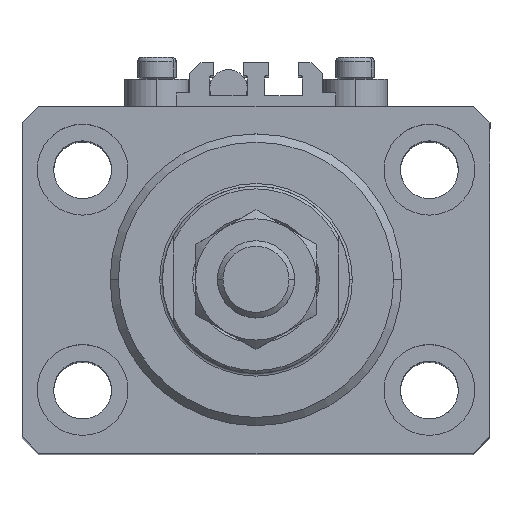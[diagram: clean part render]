
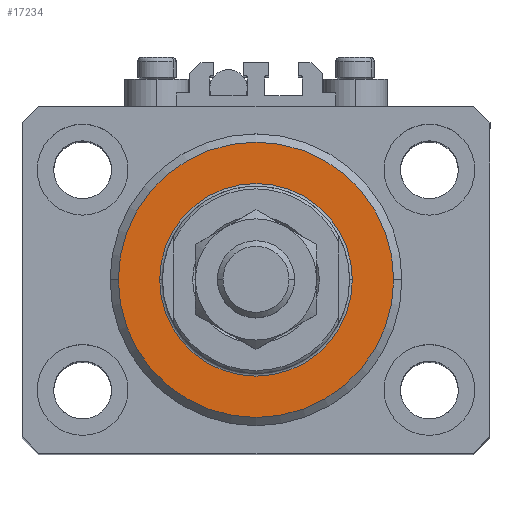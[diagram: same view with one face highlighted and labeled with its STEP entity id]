
A CAD part, top view. The second image highlights one B-rep face of the part: STEP entity #17234.
In plain terms, the highlighted face is planar.
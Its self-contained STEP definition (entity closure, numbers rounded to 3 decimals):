
#332 = CIRCLE ( 'NONE', #32088, 25. ) ;
#1029 = DIRECTION ( 'NONE',  ( 0., 0., 1. ) ) ;
#1290 = EDGE_LOOP ( 'NONE', ( #2190, #13845 ) ) ;
#1844 = VERTEX_POINT ( 'NONE', #28273 ) ;
#2190 = ORIENTED_EDGE ( 'NONE', *, *, #19055, .T. ) ;
#2939 = PLANE ( 'NONE',  #45123 ) ;
#3191 = FACE_OUTER_BOUND ( 'NONE', #31527, .T. ) ;
#3447 = CARTESIAN_POINT ( 'NONE',  ( 0., 0., 0. ) ) ;
#4906 = AXIS2_PLACEMENT_3D ( 'NONE', #36703, #36457, #12471 ) ;
#8183 = CARTESIAN_POINT ( 'NONE',  ( 0., 0., 0. ) ) ;
#8892 = DIRECTION ( 'NONE',  ( 1., 0., 0. ) ) ;
#9996 = EDGE_CURVE ( 'NONE', #35524, #1844, #29476, .T. ) ;
#10091 = CARTESIAN_POINT ( 'NONE',  ( -17.5, 0., 0. ) ) ;
#12471 = DIRECTION ( 'NONE',  ( 1., 0., 0. ) ) ;
#12557 = AXIS2_PLACEMENT_3D ( 'NONE', #29066, #40566, #37222 ) ;
#13412 = ORIENTED_EDGE ( 'NONE', *, *, #17954, .T. ) ;
#13845 = ORIENTED_EDGE ( 'NONE', *, *, #9996, .T. ) ;
#14217 = CARTESIAN_POINT ( 'NONE',  ( 25., 0., 0. ) ) ;
#15810 = DIRECTION ( 'NONE',  ( 0., 0., -1. ) ) ;
#16135 = ORIENTED_EDGE ( 'NONE', *, *, #34254, .T. ) ;
#16424 = AXIS2_PLACEMENT_3D ( 'NONE', #8183, #1029, #24245 ) ;
#17234 = ADVANCED_FACE ( 'NONE', ( #23331, #3191 ), #2939, .F. ) ;
#17954 = EDGE_CURVE ( 'NONE', #47181, #28996, #332, .T. ) ;
#19055 = EDGE_CURVE ( 'NONE', #1844, #35524, #33767, .T. ) ;
#22571 = DIRECTION ( 'NONE',  ( 0., 0., 1. ) ) ;
#23331 = FACE_BOUND ( 'NONE', #1290, .T. ) ;
#23944 = CARTESIAN_POINT ( 'NONE',  ( -25., 0., 0. ) ) ;
#24245 = DIRECTION ( 'NONE',  ( 1., 0., 0. ) ) ;
#26913 = DIRECTION ( 'NONE',  ( 1., 0., 0. ) ) ;
#27717 = CIRCLE ( 'NONE', #4906, 25. ) ;
#28273 = CARTESIAN_POINT ( 'NONE',  ( 17.5, 0., 0. ) ) ;
#28996 = VERTEX_POINT ( 'NONE', #14217 ) ;
#29066 = CARTESIAN_POINT ( 'NONE',  ( 0., 0., 0. ) ) ;
#29476 = CIRCLE ( 'NONE', #16424, 17.5 ) ;
#31527 = EDGE_LOOP ( 'NONE', ( #16135, #13412 ) ) ;
#32088 = AXIS2_PLACEMENT_3D ( 'NONE', #43895, #15810, #8892 ) ;
#33767 = CIRCLE ( 'NONE', #12557, 17.5 ) ;
#34254 = EDGE_CURVE ( 'NONE', #28996, #47181, #27717, .T. ) ;
#35524 = VERTEX_POINT ( 'NONE', #10091 ) ;
#36457 = DIRECTION ( 'NONE',  ( 0., 0., -1. ) ) ;
#36703 = CARTESIAN_POINT ( 'NONE',  ( 0., 0., 0. ) ) ;
#37222 = DIRECTION ( 'NONE',  ( 1., 0., 0. ) ) ;
#40566 = DIRECTION ( 'NONE',  ( 0., 0., 1. ) ) ;
#43895 = CARTESIAN_POINT ( 'NONE',  ( 0., 0., 0. ) ) ;
#45123 = AXIS2_PLACEMENT_3D ( 'NONE', #3447, #22571, #26913 ) ;
#47181 = VERTEX_POINT ( 'NONE', #23944 ) ;
